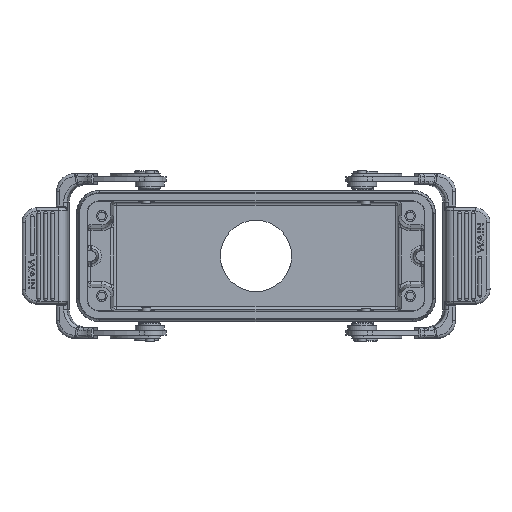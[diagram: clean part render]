
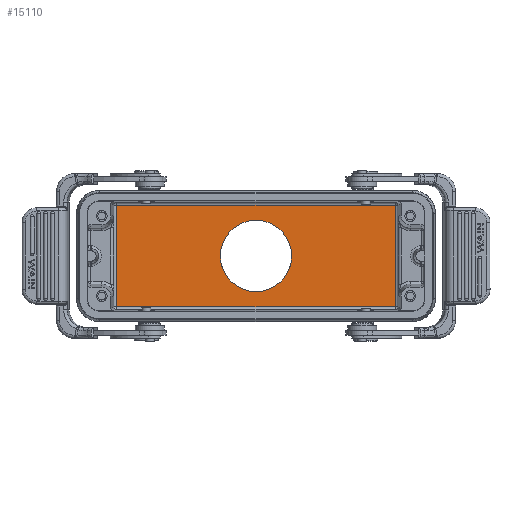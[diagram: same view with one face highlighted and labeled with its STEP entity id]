
A CAD part, front view. The second image highlights one B-rep face of the part: STEP entity #15110.
In plain terms, the highlighted planar face has unit normal (0, -1, 0).
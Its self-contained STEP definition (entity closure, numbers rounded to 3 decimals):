
#8804=LINE('',#49321,#11048);
#8805=LINE('',#49323,#11049);
#8843=LINE('',#49514,#11087);
#8845=LINE('',#49520,#11089);
#11048=VECTOR('',#39259,1.);
#11049=VECTOR('',#39262,1.);
#11087=VECTOR('',#39446,1.);
#11089=VECTOR('',#39452,1.);
#15110=ADVANCED_FACE('',(#16814,#16815),#16267,.F.);
#16267=PLANE('',#34429);
#16814=FACE_BOUND('',#17976,.T.);
#16815=FACE_BOUND('',#17977,.T.);
#17976=EDGE_LOOP('',(#22404,#22405));
#17977=EDGE_LOOP('',(#22406,#22407,#22408,#22409));
#22404=ORIENTED_EDGE('',*,*,#28555,.F.);
#22405=ORIENTED_EDGE('',*,*,#30015,.F.);
#22406=ORIENTED_EDGE('',*,*,#30536,.T.);
#22407=ORIENTED_EDGE('',*,*,#30537,.T.);
#22408=ORIENTED_EDGE('',*,*,#30614,.T.);
#22409=ORIENTED_EDGE('',*,*,#30617,.T.);
#26155=VERTEX_POINT('',#42557);
#26156=VERTEX_POINT('',#42559);
#27537=VERTEX_POINT('',#49314);
#27539=VERTEX_POINT('',#49320);
#27540=VERTEX_POINT('',#49324);
#27577=VERTEX_POINT('',#49515);
#28555=EDGE_CURVE('',#26155,#26156,#32217,.T.);
#30015=EDGE_CURVE('',#26156,#26155,#32596,.T.);
#30536=EDGE_CURVE('',#27537,#27539,#8804,.T.);
#30537=EDGE_CURVE('',#27539,#27540,#8805,.T.);
#30614=EDGE_CURVE('',#27540,#27577,#8843,.T.);
#30617=EDGE_CURVE('',#27577,#27537,#8845,.T.);
#32217=CIRCLE('',#33136,12.);
#32596=CIRCLE('',#34032,12.);
#33136=AXIS2_PLACEMENT_3D('',#42558,#35520,#35521);
#34032=AXIS2_PLACEMENT_3D('',#47732,#38239,#38240);
#34429=AXIS2_PLACEMENT_3D('',#49521,#39453,#39454);
#35520=DIRECTION('',(0.,-1.,0.));
#35521=DIRECTION('',(0.,0.,1.));
#38239=DIRECTION('',(0.,-1.,0.));
#38240=DIRECTION('',(1.,0.,-0.001));
#39259=DIRECTION('',(1.,0.,0.));
#39262=DIRECTION('',(0.,0.,1.));
#39446=DIRECTION('',(-1.,0.,0.));
#39452=DIRECTION('',(0.,0.,-1.));
#39453=DIRECTION('',(0.,1.,0.));
#39454=DIRECTION('',(1.,0.,0.));
#42557=CARTESIAN_POINT('',(-12.,52.,0.037));
#42558=CARTESIAN_POINT('',(0.,52.,0.));
#42559=CARTESIAN_POINT('',(12.,52.,0.034));
#47732=CARTESIAN_POINT('',(0.,52.,0.049));
#49314=CARTESIAN_POINT('',(-47.,52.,-17.135));
#49320=CARTESIAN_POINT('',(47.,52.,-17.135));
#49321=CARTESIAN_POINT('',(-47.,52.,-17.135));
#49323=CARTESIAN_POINT('',(47.,52.,-17.135));
#49324=CARTESIAN_POINT('',(47.,52.,17.135));
#49514=CARTESIAN_POINT('',(47.,52.,17.135));
#49515=CARTESIAN_POINT('',(-47.,52.,17.135));
#49520=CARTESIAN_POINT('',(-47.,52.,17.135));
#49521=CARTESIAN_POINT('',(57.,52.,-18.5));
